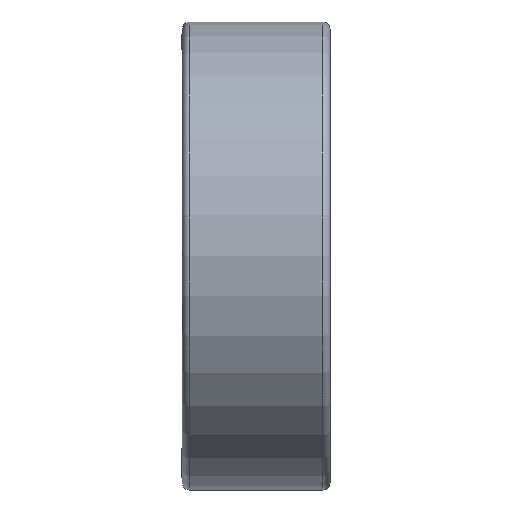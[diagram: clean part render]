
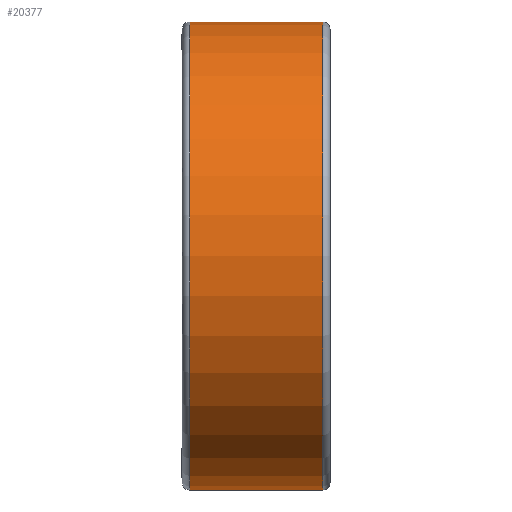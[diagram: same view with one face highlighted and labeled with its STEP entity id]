
A CAD part, top view. The second image highlights one B-rep face of the part: STEP entity #20377.
In plain terms, the highlighted cylindrical face has radius 9.5 mm (diameter 19 mm), a partial arc.
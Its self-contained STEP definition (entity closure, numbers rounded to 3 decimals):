
#9764=DIRECTION('',(-1.,0.,0.));
#9765=VECTOR('',#9764,5.4);
#9766=CARTESIAN_POINT('',(2.7,9.5,0.));
#9767=LINE('',#9766,#9765);
#9771=DIRECTION('',(-1.,0.,0.));
#9772=VECTOR('',#9771,5.4);
#9773=CARTESIAN_POINT('',(2.7,-9.5,0.));
#9774=LINE('',#9773,#9772);
#9786=CARTESIAN_POINT('',(2.7,0.,0.));
#9787=DIRECTION('',(1.,0.,0.));
#9788=DIRECTION('',(0.,1.,0.));
#9789=AXIS2_PLACEMENT_3D('',#9786,#9787,#9788);
#9794=CARTESIAN_POINT('',(-2.7,0.,0.));
#9795=DIRECTION('',(1.,0.,0.));
#9796=DIRECTION('',(0.,1.,0.));
#9797=AXIS2_PLACEMENT_3D('',#9794,#9795,#9796);
#17141=CARTESIAN_POINT('',(2.7,9.5,0.));
#17142=CARTESIAN_POINT('',(-2.7,9.5,0.));
#17143=VERTEX_POINT('',#17141);
#17144=VERTEX_POINT('',#17142);
#17153=CARTESIAN_POINT('',(2.7,-9.5,0.));
#17154=CARTESIAN_POINT('',(-2.7,-9.5,0.));
#17155=VERTEX_POINT('',#17153);
#17156=VERTEX_POINT('',#17154);
#20365=CARTESIAN_POINT('',(-3.3,0.,0.));
#20366=DIRECTION('',(1.,0.,0.));
#20367=DIRECTION('',(0.,-1.,0.));
#20368=AXIS2_PLACEMENT_3D('',#20365,#20366,#20367);
#20369=CYLINDRICAL_SURFACE('',#20368,9.5);
#20370=ORIENTED_EDGE('',*,*,#20355,.F.);
#20371=ORIENTED_EDGE('',*,*,#20332,.T.);
#20372=ORIENTED_EDGE('',*,*,#20359,.T.);
#20374=ORIENTED_EDGE('',*,*,#20373,.F.);
#20375=EDGE_LOOP('',(#20370,#20371,#20372,#20374));
#20376=FACE_OUTER_BOUND('',#20375,.F.);
#9790=CIRCLE('',#9789,9.5);
#9798=CIRCLE('',#9797,9.5);
#20332=EDGE_CURVE('',#17143,#17155,#9790,.T.);
#20355=EDGE_CURVE('',#17143,#17144,#9767,.T.);
#20359=EDGE_CURVE('',#17155,#17156,#9774,.T.);
#20373=EDGE_CURVE('',#17144,#17156,#9798,.T.);
#20377=ADVANCED_FACE('',(#20376),#20369,.T.);
